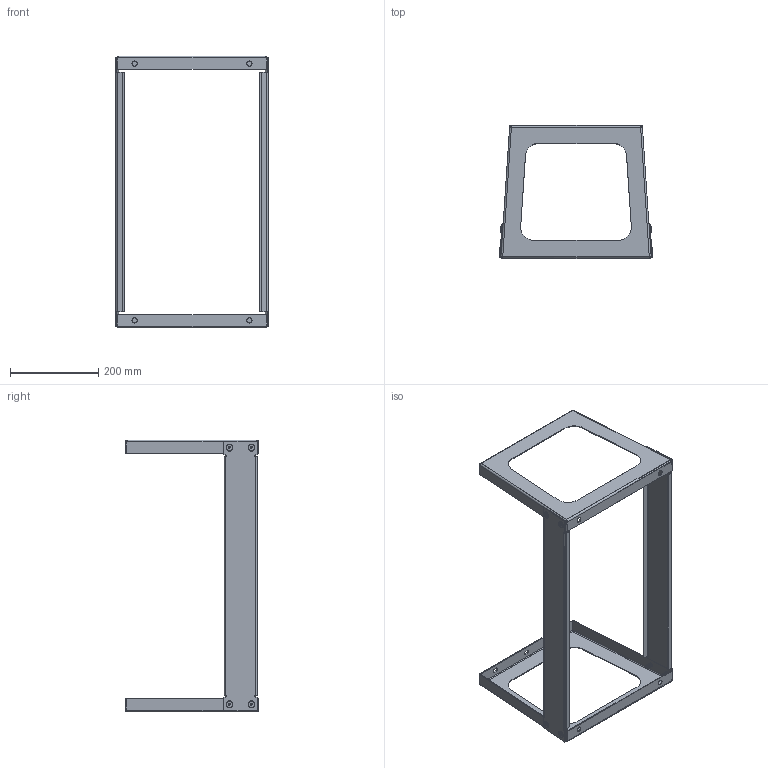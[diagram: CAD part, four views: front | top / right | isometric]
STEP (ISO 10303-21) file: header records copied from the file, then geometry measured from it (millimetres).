
FILE_DESCRIPTION (( 'STEP AP214' ), '1' );
FILE_NAME ('438.630.STEP', '2025-04-16T05:49:13', ( '' ), ( '' ), 'SwSTEP 2.0', 'SolidWorks 2021', '' );
FILE_SCHEMA (( 'AUTOMOTIVE_DESIGN' ));
Length unit declared in the file: millimetre
Products named in the file (5): Çàêëåïêà ðåçüáîâàÿ Ì6 øåñòèãðàííàÿ ñ óìåíüøåííûì áîðòîì; Âèíò Ì6õ16 ìåáåëüíûé; 438.630; 438.030; 438.600
Assembly tree (20 placements, depth 2):
  438.630
    438.030  x2
    438.600  x2
    Âèíò Ì6õ16 ìåáåëüíûé  x8
    Çàêëåïêà ðåçüáîâàÿ Ì6 øåñòèãðàííàÿ ñ óìåíüøåííûì áîðòîì  x8
Bounding box: 348.09 x 300 x 615 mm (x, y, z)
Volume: 547490.6 mm3; surface area: 567449.2 mm2
Topology: 20 solids, 20 shells, 1230 faces, 3146 edges, 1956 vertices
Faces by surface type: cylinder 538, plane 468, cone 112, bspline 96, torus 16
Entity records: 13857 total; most frequent: CARTESIAN_POINT 7170, ORIENTED_EDGE 1430, DIRECTION 1205, EDGE_CURVE 715, VERTEX_POINT 444, LINE 433, VECTOR 433, AXIS2_PLACEMENT_3D 386
